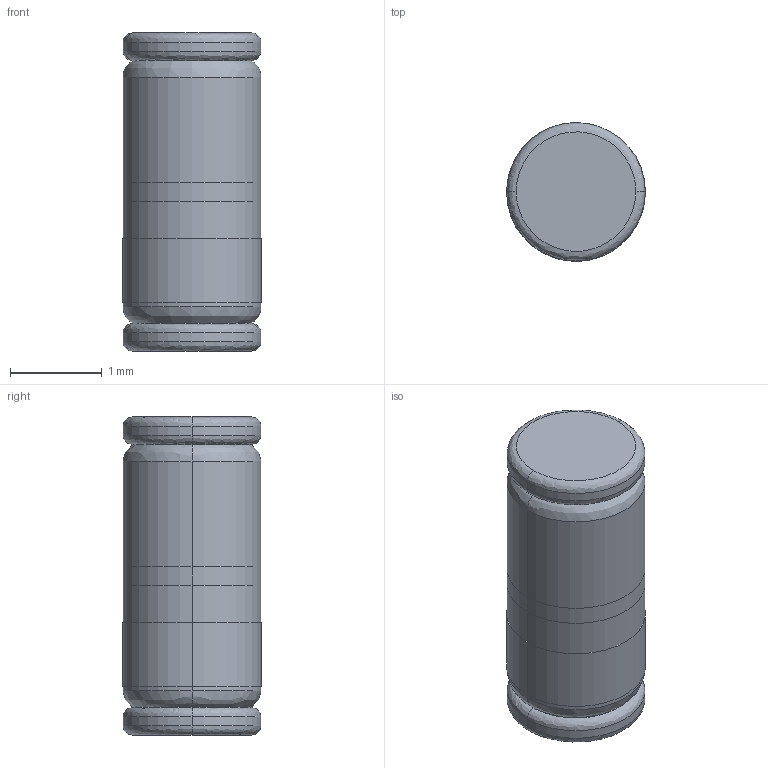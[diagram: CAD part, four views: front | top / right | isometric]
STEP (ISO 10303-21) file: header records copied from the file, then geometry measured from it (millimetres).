
FILE_DESCRIPTION (( 'STEP AP214' ), '1' );
FILE_NAME ('User Library-SOD-80.STEP', '2020-08-05T17:16:18', ( '' ), ( '' ), 'SwSTEP 2.0', 'SolidWorks 2020', '' );
FILE_SCHEMA (( 'AUTOMOTIVE_DESIGN' ));
Length unit declared in the file: millimetre
Products named in the file (5): 罻襜踆1; 櫇謥羻踆1; User Library-SOD-80; 懤噉_1; 鳪錌擯膻嶱1
Assembly tree (6 placements, depth 2):
  User Library-SOD-80
    鳪錌擯膻嶱1  x2
    罻襜踆1
    櫇謥羻踆1
    懤噉_1  x2
Bounding box: 1.51 x 1.51 x 3.46 mm (x, y, z)
Volume: 7.3 mm3; surface area: 39.4 mm2
Topology: 6 solids, 6 shells, 36 faces, 60 edges, 36 vertices
Faces by surface type: bspline 12, cylinder 12, plane 12
Entity records: 1063 total; most frequent: CARTESIAN_POINT 223, DIRECTION 102, ORIENTED_EDGE 72, AXIS2_PLACEMENT_3D 47, EDGE_CURVE 36, UNCERTAINTY_MEASURE_WITH_UNIT 35, FILL_AREA_STYLE 30, PRESENTATION_LAYER_ASSIGNMENT 30
